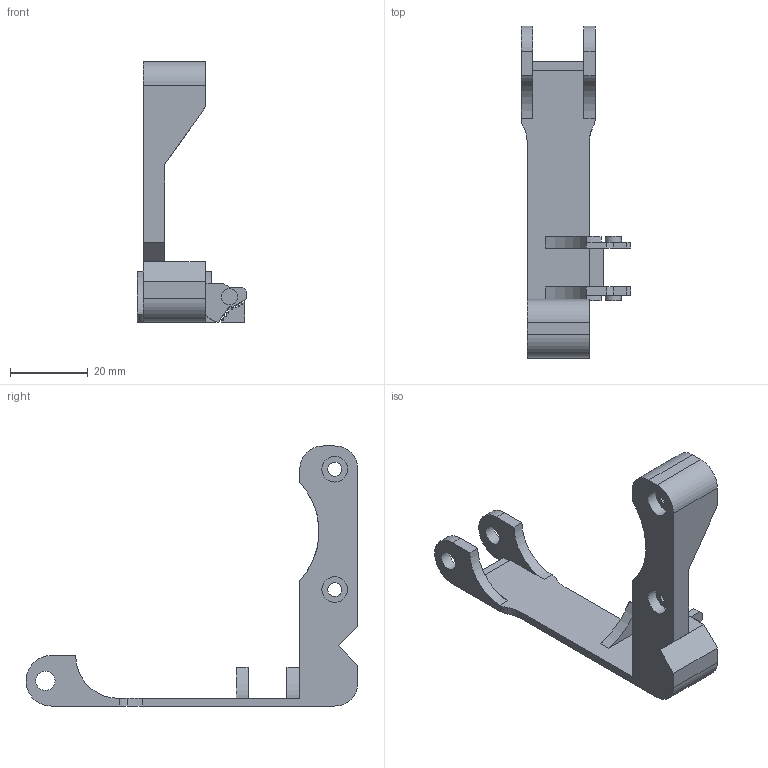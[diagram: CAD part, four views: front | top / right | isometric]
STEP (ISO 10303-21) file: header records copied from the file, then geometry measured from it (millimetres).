
FILE_DESCRIPTION(/* description */ (''),/* implementation_level */ '2;1');
FILE_NAME(/* name */ '01-Eje_X_acople_cadeneta_izquierda_v3.stp',/* time_stamp */ '2015-06-03T20:24:44+02:00',/* author */ ('jnazabal'),/* organization */ (''),/* preprocessor_version */ 'ST-DEVELOPER v15.6',/* originating_system */ 'Autodesk Inventor 2015',/* authorisation */ '');
FILE_SCHEMA (('AUTOMOTIVE_DESIGN { 1 0 10303 214 3 1 1 }'));
Length unit declared in the file: millimetre
Products named in the file (1): Eje_X_acople_cadeneta_izquierda
Bounding box: 28.15 x 85.5 x 67 mm (x, y, z)
Volume: 12698.5 mm3; surface area: 7964.2 mm2
Topology: 3 solids, 3 shells, 151 faces, 422 edges, 281 vertices
Faces by surface type: plane 113, cylinder 36, bspline 2
Full cylindrical faces by diameter (mm): 3.6 x2, 4.2 x2, 5 x2, 6.6 x2
Entity records: 4811 total; most frequent: CARTESIAN_POINT 853, ORIENTED_EDGE 824, DIRECTION 793, EDGE_CURVE 412, LINE 331, VECTOR 331, VERTEX_POINT 279, AXIS2_PLACEMENT_3D 231
